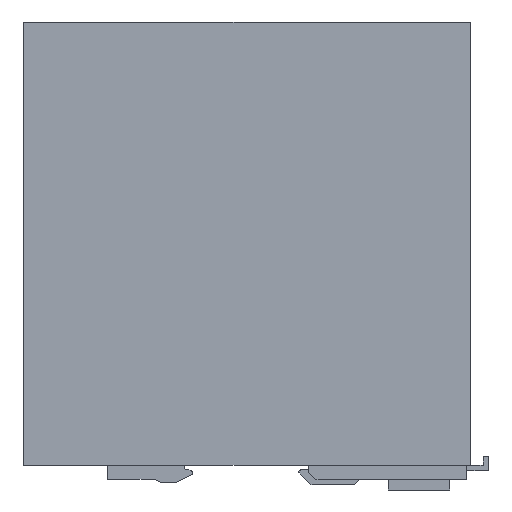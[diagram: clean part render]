
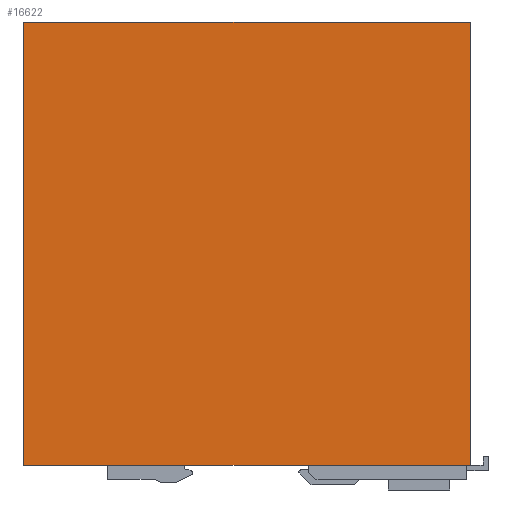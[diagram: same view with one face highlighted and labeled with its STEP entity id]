
A CAD part, left-side view. The second image highlights one B-rep face of the part: STEP entity #16622.
In plain terms, the highlighted planar face has unit normal (-1, 0, 0).
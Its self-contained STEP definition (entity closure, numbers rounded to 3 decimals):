
#149 = EDGE_CURVE ( 'NONE', #14938, #11235, #5638, .T. ) ;
#1358 = ORIENTED_EDGE ( 'NONE', *, *, #11326, .T. ) ;
#1432 = VERTEX_POINT ( 'NONE', #11430 ) ;
#1826 = DIRECTION ( 'NONE',  ( 0., 0., -1. ) ) ;
#2806 = DIRECTION ( 'NONE',  ( 0., 1., 0. ) ) ;
#2813 = DIRECTION ( 'NONE',  ( 0., 0., -1. ) ) ;
#3249 = CARTESIAN_POINT ( 'NONE',  ( -16., 0., 0. ) ) ;
#3922 = CARTESIAN_POINT ( 'NONE',  ( -16., -63.5, -126. ) ) ;
#4123 = DIRECTION ( 'NONE',  ( 0., 0., 1. ) ) ;
#4323 = CARTESIAN_POINT ( 'NONE',  ( -16., 63.5, 0. ) ) ;
#5539 = CARTESIAN_POINT ( 'NONE',  ( -16., -63.5, 0. ) ) ;
#5589 = AXIS2_PLACEMENT_3D ( 'NONE', #3249, #9010, #1826 ) ;
#5638 = LINE ( 'NONE', #5539, #15046 ) ;
#5807 = ORIENTED_EDGE ( 'NONE', *, *, #149, .T. ) ;
#6080 = FACE_OUTER_BOUND ( 'NONE', #6557, .T. ) ;
#6131 = VECTOR ( 'NONE', #11123, 1000. ) ;
#6392 = CARTESIAN_POINT ( 'NONE',  ( -16., -63.5, 0. ) ) ;
#6557 = EDGE_LOOP ( 'NONE', ( #1358, #5807, #9972, #18104 ) ) ;
#8302 = LINE ( 'NONE', #4323, #11388 ) ;
#8378 = LINE ( 'NONE', #18563, #6131 ) ;
#9010 = DIRECTION ( 'NONE',  ( 1., 0., 0. ) ) ;
#9285 = VERTEX_POINT ( 'NONE', #11252 ) ;
#9972 = ORIENTED_EDGE ( 'NONE', *, *, #17169, .T. ) ;
#10437 = PLANE ( 'NONE',  #5589 ) ;
#10460 = CARTESIAN_POINT ( 'NONE',  ( -16., 0., 0. ) ) ;
#10905 = EDGE_CURVE ( 'NONE', #1432, #9285, #8302, .T. ) ;
#11123 = DIRECTION ( 'NONE',  ( 0., -1., 0. ) ) ;
#11235 = VERTEX_POINT ( 'NONE', #6392 ) ;
#11252 = CARTESIAN_POINT ( 'NONE',  ( -16., 63.5, -126. ) ) ;
#11326 = EDGE_CURVE ( 'NONE', #9285, #14938, #8378, .T. ) ;
#11388 = VECTOR ( 'NONE', #2813, 1000. ) ;
#11430 = CARTESIAN_POINT ( 'NONE',  ( -16., 63.5, 0. ) ) ;
#14613 = LINE ( 'NONE', #10460, #17657 ) ;
#14938 = VERTEX_POINT ( 'NONE', #3922 ) ;
#15046 = VECTOR ( 'NONE', #4123, 1000. ) ;
#16622 = ADVANCED_FACE ( 'NONE', ( #6080 ), #10437, .F. ) ;
#17169 = EDGE_CURVE ( 'NONE', #11235, #1432, #14613, .T. ) ;
#17657 = VECTOR ( 'NONE', #2806, 1000. ) ;
#18104 = ORIENTED_EDGE ( 'NONE', *, *, #10905, .T. ) ;
#18563 = CARTESIAN_POINT ( 'NONE',  ( -16., 0., -126. ) ) ;
